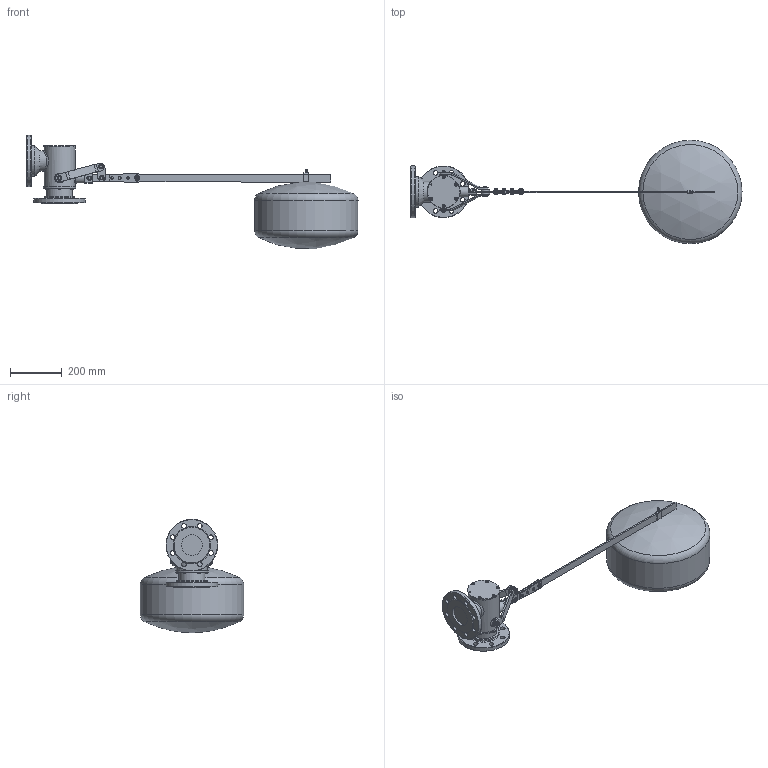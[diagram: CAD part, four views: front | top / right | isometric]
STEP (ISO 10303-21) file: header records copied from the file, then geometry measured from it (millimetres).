
FILE_DESCRIPTION(/* description */ (''),/* implementation_level */ '2;1');
FILE_NAME(/* name */ '007209-F.stp',/* time_stamp */ '2016-03-07T15:00:43+01:00',/* author */ ('powierski'),/* organization */ (''),/* preprocessor_version */ 'ST-DEVELOPER v15.6',/* originating_system */ 'Autodesk Inventor 2015',/* authorisation */ '');
FILE_SCHEMA (('AUTOMOTIVE_DESIGN { 1 0 10303 214 3 1 1 }'));
Length unit declared in the file: millimetre
Products named in the file (1): 007209-F_step
Bounding box: 1284.74 x 400 x 438.73 mm (x, y, z)
Volume: 29936576.4 mm3; surface area: 841063.1 mm2
Topology: 3 solids, 3 shells, 896 faces, 2347 edges, 1496 vertices
Faces by surface type: plane 419, cylinder 308, cone 133, torus 18, bspline 16, sphere 2
Full cylindrical faces by diameter (mm): 4.917 x1, 5 x3, 6 x13, 6.2 x4, 6.4 x4, 6.5 x3, 8 x6, 9 x6, 10 x6, 10.15 x10, 10.2 x8, 12 x6, 18 x20, 21.6 x2, 30 x2, 40 x1, 80 x3, 95 x1, 99.8 x1, 99.9 x1, 118 x2, 120 x1, 125 x2, 138 x1, 200 x2, 400 x1
Entity records: 29432 total; most frequent: CARTESIAN_POINT 7419, DIRECTION 4381, ORIENTED_EDGE 4216, EDGE_CURVE 2100, AXIS2_PLACEMENT_3D 1757, VERTEX_POINT 1410, EDGE_LOOP 1172, FACE_OUTER_BOUND 891
